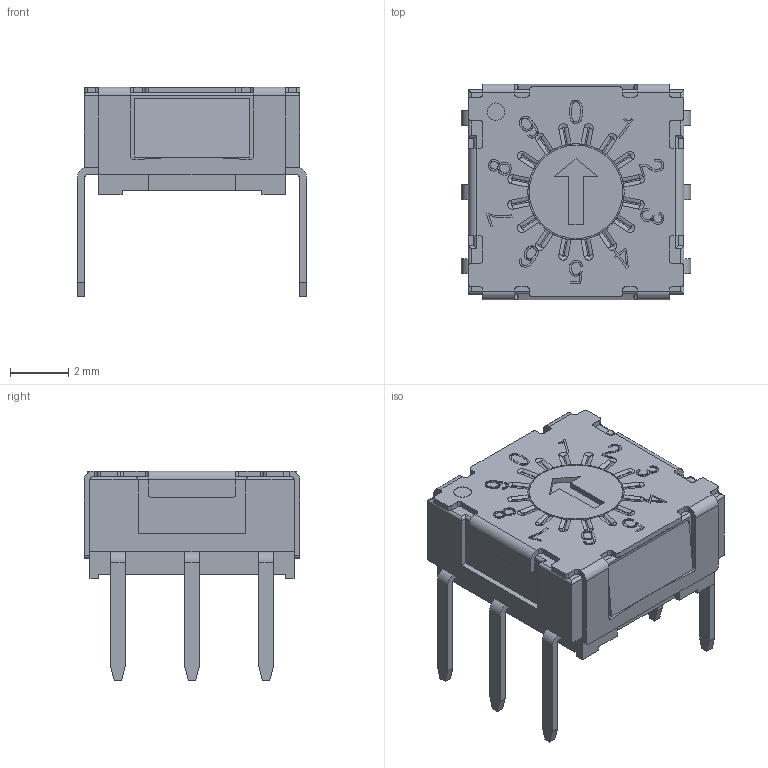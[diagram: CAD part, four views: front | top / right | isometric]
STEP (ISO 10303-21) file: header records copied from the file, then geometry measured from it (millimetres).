
FILE_DESCRIPTION( ( 'Unknown' ), '1' );
FILE_NAME( '42854732091x_10 Position.stp', 'Unknown', ( 'Unknown' ), ( 'Unknown' ), 'PSStep 13.0', 'Unknown', ' ' );
FILE_SCHEMA( ( 'AUTOMOTIVE_DESIGN { 1 0 10303 214 1 1 1 1 }' ) );
Length unit declared in the file: millimetre
Products named in the file (3): Assem1; cover; base
Bounding box: 7.87 x 7.4 x 7.2 mm (x, y, z)
Volume: 361.5 mm3; surface area: 928.9 mm2
Topology: 4 solids, 4 shells, 918 faces, 2626 edges, 1742 vertices
Faces by surface type: plane 504, cylinder 302, bspline 64, extrusion 48
Full cylindrical faces by diameter (mm): 0.6 x2, 3.2 x2, 3.3 x2, 6.05 x2, 6.15 x2
Entity records: 19618 total; most frequent: CARTESIAN_POINT 4150, ORIENTED_EDGE 2602, DIRECTION 2277, EDGE_CURVE 1301, VERTEX_POINT 870, AXIS2_PLACEMENT_3D 762, VECTOR 753, LINE 729
